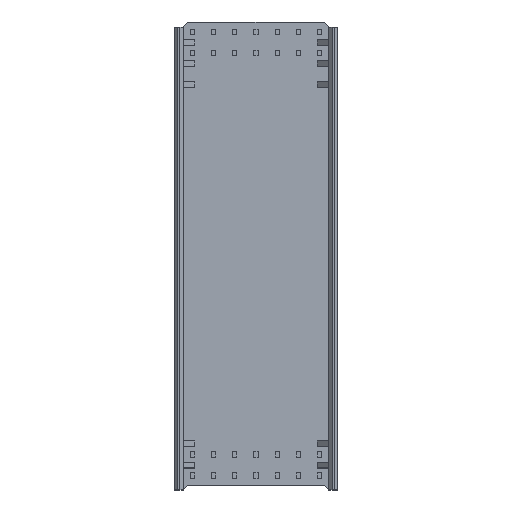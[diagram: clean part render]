
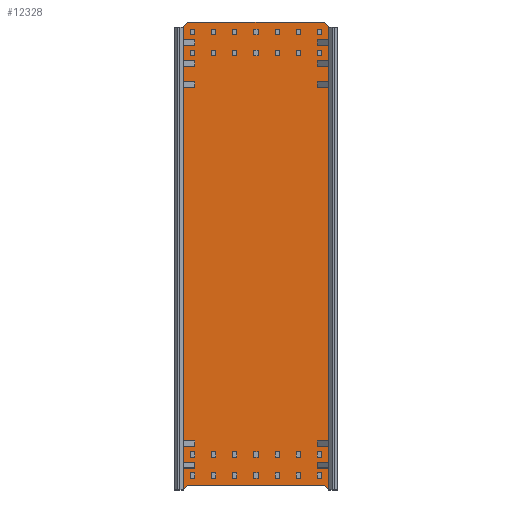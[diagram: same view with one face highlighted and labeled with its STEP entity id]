
A CAD part, top view. The second image highlights one B-rep face of the part: STEP entity #12328.
In plain terms, the highlighted planar face has unit normal (0, 0, 1).
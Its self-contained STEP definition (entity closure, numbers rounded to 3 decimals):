
#10059=CARTESIAN_POINT('',(6.9,-22.35,3.));
#10060=VERTEX_POINT('',#10059);
#10061=CARTESIAN_POINT('',(6.9,21.5,3.0));
#10062=VERTEX_POINT('',#10061);
#10063=CARTESIAN_POINT('',(6.9,-22.35,3.));
#10064=DIRECTION('',(0.0,1.0,0.0));
#10065=VECTOR('',#10064,43.85);
#10066=LINE('',#10063,#10065);
#10067=EDGE_CURVE('',#10060,#10062,#10066,.T.);
#10251=CARTESIAN_POINT('',(-6.9,-22.35,3.));
#10252=VERTEX_POINT('',#10251);
#10297=CARTESIAN_POINT('',(-6.9,21.5,3.0));
#10298=VERTEX_POINT('',#10297);
#10299=CARTESIAN_POINT('',(-6.9,21.5,3.0));
#10300=DIRECTION('',(0.0,-1.0,0.0));
#10301=VECTOR('',#10300,43.85);
#10302=LINE('',#10299,#10301);
#10303=EDGE_CURVE('',#10298,#10252,#10302,.T.);
#10762=CARTESIAN_POINT('',(6.45,21.95,3.));
#10763=VERTEX_POINT('',#10762);
#10771=CARTESIAN_POINT('',(-6.45,21.95,3.));
#10772=VERTEX_POINT('',#10771);
#10779=CARTESIAN_POINT('',(6.45,21.95,3.0));
#10780=DIRECTION('',(-1.0,0.0,0.0));
#10781=VECTOR('',#10780,12.9);
#10782=LINE('',#10779,#10781);
#10783=EDGE_CURVE('',#10763,#10772,#10782,.T.);
#12178=CARTESIAN_POINT('',(6.9,21.5,3.0));
#12179=DIRECTION('',(-0.707,0.707,0.0));
#12180=VECTOR('',#12179,0.636);
#12181=LINE('',#12178,#12180);
#12182=EDGE_CURVE('',#10062,#10763,#12181,.T.);
#12223=CARTESIAN_POINT('',(-6.45,21.95,3.0));
#12224=DIRECTION('',(-0.707,-0.707,0.0));
#12225=VECTOR('',#12224,0.636);
#12226=LINE('',#12223,#12225);
#12227=EDGE_CURVE('',#10772,#10298,#12226,.T.);
#12255=CARTESIAN_POINT('',(-6.5,-21.95,3.));
#12256=VERTEX_POINT('',#12255);
#12263=CARTESIAN_POINT('',(-6.9,-22.35,3.));
#12264=DIRECTION('',(0.707,0.707,0.0));
#12265=VECTOR('',#12264,0.566);
#12266=LINE('',#12263,#12265);
#12267=EDGE_CURVE('',#10252,#12256,#12266,.T.);
#12277=CARTESIAN_POINT('',(6.5,-21.95,3.));
#12278=VERTEX_POINT('',#12277);
#12279=CARTESIAN_POINT('',(-6.5,-21.95,3.));
#12280=DIRECTION('',(1.0,0.0,0.0));
#12281=VECTOR('',#12280,13.0);
#12282=LINE('',#12279,#12281);
#12283=EDGE_CURVE('',#12256,#12278,#12282,.T.);
#12303=CARTESIAN_POINT('',(6.5,-21.95,3.));
#12304=DIRECTION('',(0.707,-0.707,0.0));
#12305=VECTOR('',#12304,0.566);
#12306=LINE('',#12303,#12305);
#12307=EDGE_CURVE('',#12278,#10060,#12306,.T.);
#12313=CARTESIAN_POINT('',(7.59,-30.865,3.0));
#12314=DIRECTION('',(0.0,0.0,-1.0));
#12315=DIRECTION('',(0.0,-1.0,0.0));
#12316=AXIS2_PLACEMENT_3D('',#12313,#12314,#12315);
#12317=PLANE('',#12316);
#12318=ORIENTED_EDGE('',*,*,#10067,.T.);
#12319=ORIENTED_EDGE('',*,*,#12182,.T.);
#12320=ORIENTED_EDGE('',*,*,#10783,.T.);
#12321=ORIENTED_EDGE('',*,*,#12227,.T.);
#12322=ORIENTED_EDGE('',*,*,#10303,.T.);
#12323=ORIENTED_EDGE('',*,*,#12267,.T.);
#12324=ORIENTED_EDGE('',*,*,#12283,.T.);
#12325=ORIENTED_EDGE('',*,*,#12307,.T.);
#12326=EDGE_LOOP('',(#12318,#12319,#12320,#12321,#12322,#12323,#12324,#12325));
#12327=FACE_OUTER_BOUND('',#12326,.T.);
#12328=ADVANCED_FACE('',(#12327),#12317,.F.);
